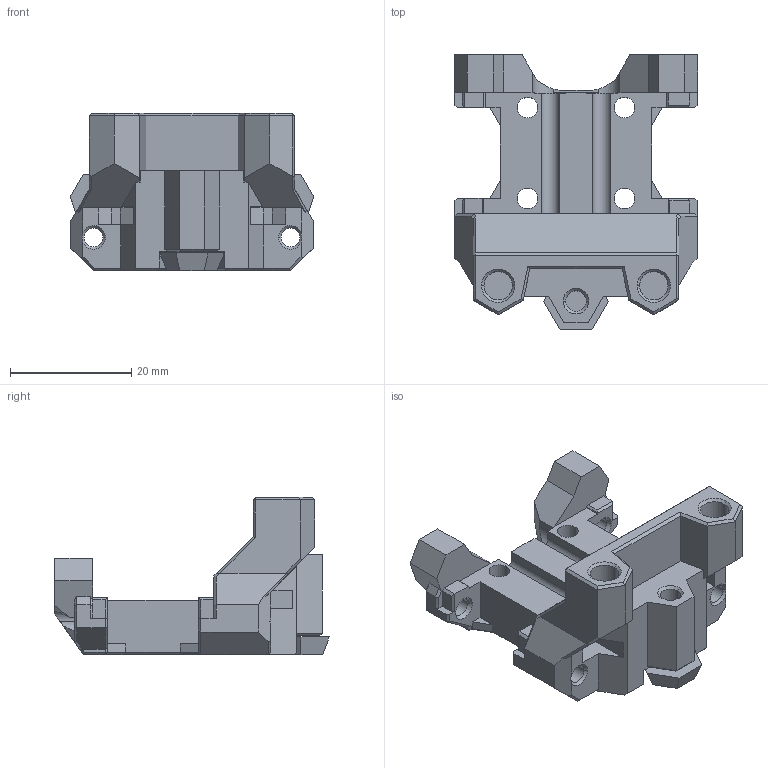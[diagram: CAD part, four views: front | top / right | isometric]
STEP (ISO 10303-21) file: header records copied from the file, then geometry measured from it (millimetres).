
FILE_DESCRIPTION (( 'STEP AP203' ), '1' );
FILE_NAME ('X_Carriage_with_bacon_spacing.STEP', '2024-11-25T06:32:20', ( '' ), ( '' ), 'SwSTEP 2.0', 'SolidWorks 2024', '' );
FILE_SCHEMA (( 'CONFIG_CONTROL_DESIGN' ));
Length unit declared in the file: millimetre
Products named in the file (1): X_Carriage_with_bacon_spacing
Bounding box: 40.2 x 45.35 x 26 mm (x, y, z)
Volume: 14161.5 mm3; surface area: 7967.5 mm2
Topology: 2 solids, 2 shells, 428 faces, 1098 edges, 678 vertices
Faces by surface type: plane 321, cylinder 65, cone 42
Entity records: 12809 total; most frequent: CARTESIAN_POINT 2258, ORIENTED_EDGE 2196, DIRECTION 2135, EDGE_CURVE 1098, LINE 885, VECTOR 885, VERTEX_POINT 678, AXIS2_PLACEMENT_3D 625
